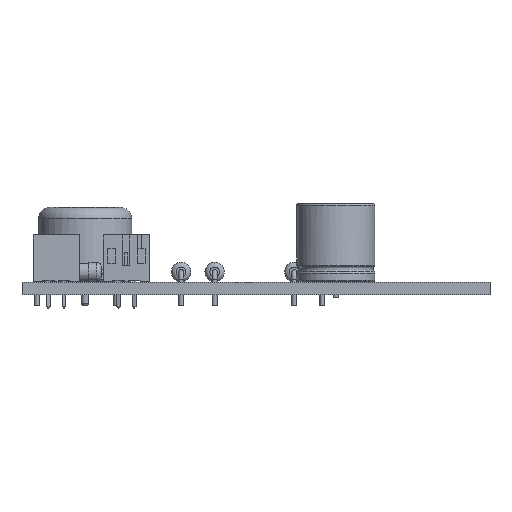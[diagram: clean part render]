
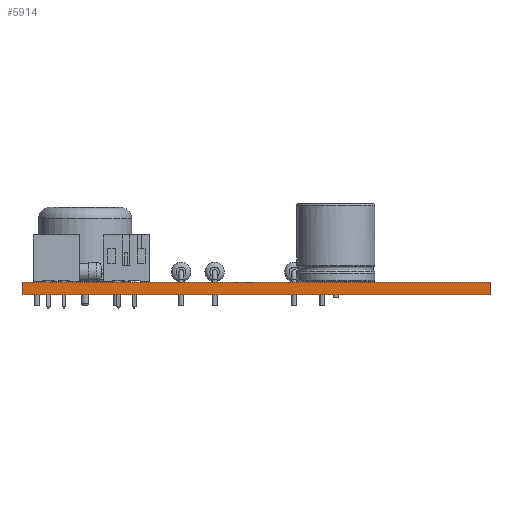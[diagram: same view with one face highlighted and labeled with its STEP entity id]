
A CAD part, front view. The second image highlights one B-rep face of the part: STEP entity #5914.
In plain terms, the highlighted planar face has unit normal (0, -1, 0).
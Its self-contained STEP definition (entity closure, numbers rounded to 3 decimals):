
#5914 = ADVANCED_FACE('',(#5915),#5949,.T.);
#5915 = FACE_BOUND('',#5916,.T.);
#5916 = EDGE_LOOP('',(#5917,#5927,#5935,#5943));
#5917 = ORIENTED_EDGE('',*,*,#5918,.T.);
#5918 = EDGE_CURVE('',#5919,#5921,#5923,.T.);
#5919 = VERTEX_POINT('',#5920);
#5920 = CARTESIAN_POINT('',(160.,-124.7,0.));
#5921 = VERTEX_POINT('',#5922);
#5922 = CARTESIAN_POINT('',(160.,-124.7,1.6));
#5923 = LINE('',#5924,#5925);
#5924 = CARTESIAN_POINT('',(160.,-124.7,0.));
#5925 = VECTOR('',#5926,1.);
#5926 = DIRECTION('',(0.,0.,1.));
#5927 = ORIENTED_EDGE('',*,*,#5928,.T.);
#5928 = EDGE_CURVE('',#5921,#5929,#5931,.T.);
#5929 = VERTEX_POINT('',#5930);
#5930 = CARTESIAN_POINT('',(100.,-124.7,1.6));
#5931 = LINE('',#5932,#5933);
#5932 = CARTESIAN_POINT('',(160.,-124.7,1.6));
#5933 = VECTOR('',#5934,1.);
#5934 = DIRECTION('',(-1.,0.,0.));
#5935 = ORIENTED_EDGE('',*,*,#5936,.F.);
#5936 = EDGE_CURVE('',#5937,#5929,#5939,.T.);
#5937 = VERTEX_POINT('',#5938);
#5938 = CARTESIAN_POINT('',(100.,-124.7,0.));
#5939 = LINE('',#5940,#5941);
#5940 = CARTESIAN_POINT('',(100.,-124.7,0.));
#5941 = VECTOR('',#5942,1.);
#5942 = DIRECTION('',(0.,0.,1.));
#5943 = ORIENTED_EDGE('',*,*,#5944,.F.);
#5944 = EDGE_CURVE('',#5919,#5937,#5945,.T.);
#5945 = LINE('',#5946,#5947);
#5946 = CARTESIAN_POINT('',(160.,-124.7,0.));
#5947 = VECTOR('',#5948,1.);
#5948 = DIRECTION('',(-1.,0.,0.));
#5949 = PLANE('',#5950);
#5950 = AXIS2_PLACEMENT_3D('',#5951,#5952,#5953);
#5951 = CARTESIAN_POINT('',(160.,-124.7,0.));
#5952 = DIRECTION('',(0.,-1.,0.));
#5953 = DIRECTION('',(-1.,0.,0.));
